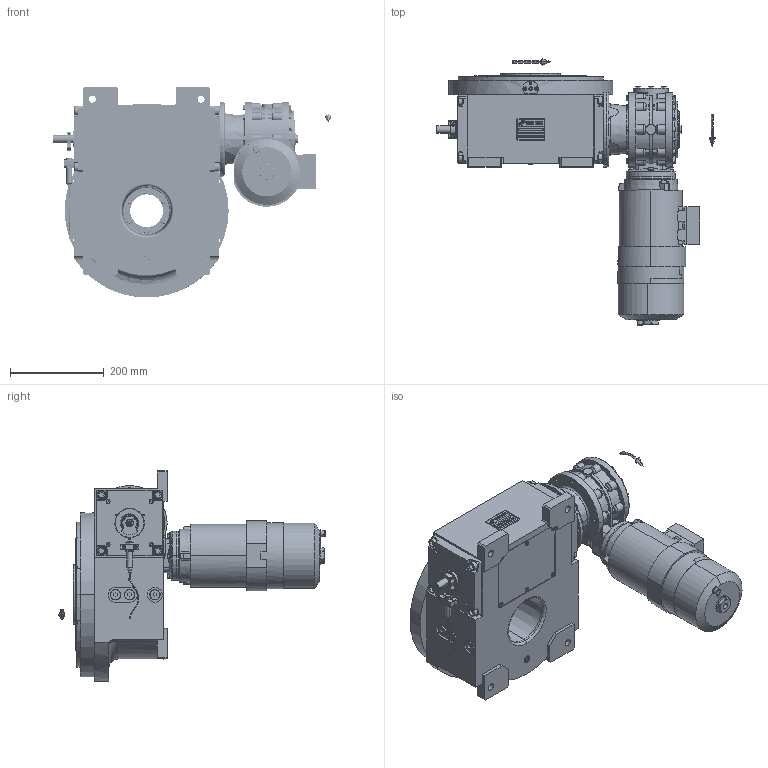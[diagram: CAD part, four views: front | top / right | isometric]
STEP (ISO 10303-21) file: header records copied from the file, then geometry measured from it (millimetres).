
FILE_DESCRIPTION (( 'STEP AP203' ), '1' );
FILE_NAME ('PC5201705.step', '2025-11-27T16:02:29', ( '' ), ( '' ), 'SwSTEP 2.0', 'SolidWorks 2020', '' );
FILE_SCHEMA (( 'CONFIG_CONTROL_DESIGN' ));
Length unit declared in the file: millimetre
Products named in the file (90): AS_rig09_004; rig09_001_a; cfn2401_01_003; cfn2155_01_095; cfn2276_01_056; AS_rig09_017; cfn2205_01_015; cfn2128_19_002; cfn2003_01_054; RIG09_005_S_001_ASM.stp; cfn2000_01_099; CFN2010_01_020.stp; CFN2000_01_185.stp; AS_rig09_002_bl; rig09_017; cfn2000_01_126; cfn2151_01_167; AS_900_38_11_06_4; AS_rig09_016; CFN2223_02_003.stp; BA71B14; rig09_007_master; RIG09_021_AF0.stp; cfn2107_01_001; cfn2155_01_196; cfn2000_01_081; rig09_005_s_001; freccia_angolare; CFN2356_03_053.stp; cfn2151_01_115; CFN2203_02_002.stp; cfn2115_02_057; freccia_angolare_albero; cfn2070_05_009; rig09_004; CFN2223_02_004.stp; cfn2128_04_002; 900_38_11_06_4; cfn2000_01_161; CFN2104_02_018.stp ...
Assembly tree (79 placements, depth 5):
  cfn2276_01_056
  cfn2205_01_015
  CFN2010_01_020.stp
  cfn2151_01_167
  CFN2223_02_003.stp
Bounding box: 594.5 x 568.17 x 450 mm (x, y, z)
Volume: 11789654.6 mm3; surface area: 1802558.3 mm2
Topology: 69 solids, 71 shells, 3918 faces, 9809 edges, 6251 vertices
Faces by surface type: plane 1855, cylinder 1183, cone 594, torus 270, bspline 12, sphere 4
Entity records: 144118 total; most frequent: CARTESIAN_POINT 43033, ORIENTED_EDGE 19158, DIRECTION 19066, EDGE_CURVE 9581, AXIS2_PLACEMENT_3D 7043, VERTEX_POINT 6164, VECTOR 4980, LINE 4980
